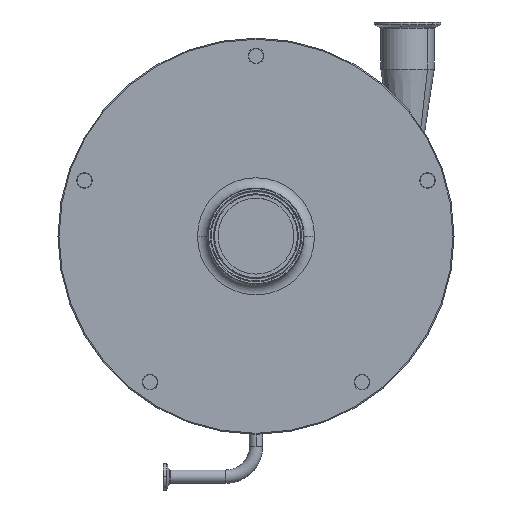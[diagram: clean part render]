
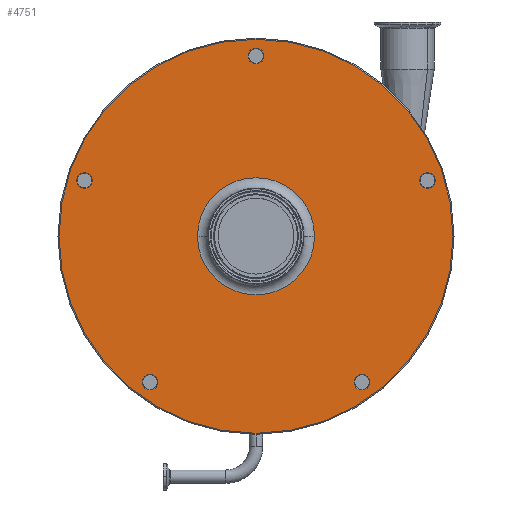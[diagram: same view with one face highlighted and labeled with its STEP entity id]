
A CAD part, top view. The second image highlights one B-rep face of the part: STEP entity #4751.
In plain terms, the highlighted planar face has unit normal (0, 0, 1).
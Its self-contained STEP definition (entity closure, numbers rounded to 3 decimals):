
#260 = CARTESIAN_POINT ( 'NONE',  ( 0., 0., 29.5 ) ) ;
#299 = CARTESIAN_POINT ( 'NONE',  ( -101.393, -139.555, 29.5 ) ) ;
#370 = FACE_BOUND ( 'NONE', #5630, .T. ) ;
#397 = EDGE_CURVE ( 'NONE', #3957, #545, #2881, .T. ) ;
#448 = EDGE_CURVE ( 'NONE', #6942, #6532, #5846, .T. ) ;
#498 = CARTESIAN_POINT ( 'NONE',  ( 164.057, 60.805, 29.5 ) ) ;
#529 = DIRECTION ( 'NONE',  ( 0., -1., 0. ) ) ;
#545 = VERTEX_POINT ( 'NONE', #2697 ) ;
#572 = ORIENTED_EDGE ( 'NONE', *, *, #6168, .F. ) ;
#656 = AXIS2_PLACEMENT_3D ( 'NONE', #260, #6290, #2526 ) ;
#680 = EDGE_CURVE ( 'NONE', #4443, #2661, #1568, .T. ) ;
#688 = EDGE_CURVE ( 'NONE', #2661, #4443, #1317, .T. ) ;
#695 = EDGE_LOOP ( 'NONE', ( #1319, #5720 ) ) ;
#780 = CARTESIAN_POINT ( 'NONE',  ( 56., 0., 29.5 ) ) ;
#929 = FACE_BOUND ( 'NONE', #4257, .T. ) ;
#947 = EDGE_CURVE ( 'NONE', #6885, #5748, #3117, .T. ) ;
#1052 = CARTESIAN_POINT ( 'NONE',  ( 0., 172.5, 29.5 ) ) ;
#1075 = CARTESIAN_POINT ( 'NONE',  ( -101.393, -139.555, 29.5 ) ) ;
#1081 = DIRECTION ( 'NONE',  ( 0., 0., 1. ) ) ;
#1116 = CARTESIAN_POINT ( 'NONE',  ( 101.393, -132.055, 29.5 ) ) ;
#1117 = EDGE_CURVE ( 'NONE', #5748, #6885, #4690, .T. ) ;
#1130 = EDGE_CURVE ( 'NONE', #1527, #6023, #5393, .T. ) ;
#1204 = AXIS2_PLACEMENT_3D ( 'NONE', #6279, #3940, #4537 ) ;
#1294 = CARTESIAN_POINT ( 'NONE',  ( 7.5, 172.5, 29.5 ) ) ;
#1317 = CIRCLE ( 'NONE', #6907, 7.5 ) ;
#1319 = ORIENTED_EDGE ( 'NONE', *, *, #947, .F. ) ;
#1346 = CIRCLE ( 'NONE', #6820, 7.5 ) ;
#1408 = ORIENTED_EDGE ( 'NONE', *, *, #680, .F. ) ;
#1440 = AXIS2_PLACEMENT_3D ( 'NONE', #5800, #3564, #4725 ) ;
#1448 = FACE_BOUND ( 'NONE', #695, .T. ) ;
#1486 = CARTESIAN_POINT ( 'NONE',  ( 0., 0., 29.5 ) ) ;
#1492 = EDGE_CURVE ( 'NONE', #4589, #5762, #6706, .T. ) ;
#1527 = VERTEX_POINT ( 'NONE', #1116 ) ;
#1545 = CARTESIAN_POINT ( 'NONE',  ( 0., 0., 29.5 ) ) ;
#1568 = CIRCLE ( 'NONE', #1204, 7.5 ) ;
#1649 = EDGE_CURVE ( 'NONE', #545, #3957, #3872, .T. ) ;
#1689 = DIRECTION ( 'NONE',  ( 1., 0., 0. ) ) ;
#1707 = EDGE_LOOP ( 'NONE', ( #7044, #3756 ) ) ;
#1867 = ORIENTED_EDGE ( 'NONE', *, *, #5853, .F. ) ;
#1960 = ORIENTED_EDGE ( 'NONE', *, *, #1130, .F. ) ;
#1978 = FACE_BOUND ( 'NONE', #6161, .T. ) ;
#2026 = DIRECTION ( 'NONE',  ( 0., 0., 1. ) ) ;
#2115 = DIRECTION ( 'NONE',  ( -1., 0., 0. ) ) ;
#2226 = DIRECTION ( 'NONE',  ( -1., 0., 0. ) ) ;
#2234 = CIRCLE ( 'NONE', #6379, 7.5 ) ;
#2346 = EDGE_CURVE ( 'NONE', #5762, #4589, #2925, .T. ) ;
#2365 = CARTESIAN_POINT ( 'NONE',  ( 101.393, -139.555, 29.5 ) ) ;
#2432 = CARTESIAN_POINT ( 'NONE',  ( 101.393, -147.055, 29.5 ) ) ;
#2522 = DIRECTION ( 'NONE',  ( 0., 0., 1. ) ) ;
#2526 = DIRECTION ( 'NONE',  ( -1., 0., 0. ) ) ;
#2565 = DIRECTION ( 'NONE',  ( 0., -1., 0. ) ) ;
#2635 = DIRECTION ( 'NONE',  ( -1., 0., 0. ) ) ;
#2654 = AXIS2_PLACEMENT_3D ( 'NONE', #6114, #4974, #5450 ) ;
#2661 = VERTEX_POINT ( 'NONE', #1294 ) ;
#2697 = CARTESIAN_POINT ( 'NONE',  ( 164.057, 45.805, 29.5 ) ) ;
#2755 = DIRECTION ( 'NONE',  ( 0., 0., 1. ) ) ;
#2881 = CIRCLE ( 'NONE', #1440, 7.5 ) ;
#2925 = CIRCLE ( 'NONE', #656, 56. ) ;
#2944 = AXIS2_PLACEMENT_3D ( 'NONE', #3664, #4894, #2635 ) ;
#2948 = CARTESIAN_POINT ( 'NONE',  ( -164.057, 60.805, 29.5 ) ) ;
#2979 = EDGE_LOOP ( 'NONE', ( #7217, #5251 ) ) ;
#3117 = CIRCLE ( 'NONE', #6341, 7.5 ) ;
#3131 = EDGE_CURVE ( 'NONE', #6532, #6942, #4595, .T. ) ;
#3213 = FACE_BOUND ( 'NONE', #6153, .T. ) ;
#3215 = CIRCLE ( 'NONE', #6307, 7.5 ) ;
#3263 = CARTESIAN_POINT ( 'NONE',  ( -7.5, 172.5, 29.5 ) ) ;
#3366 = CARTESIAN_POINT ( 'NONE',  ( 101.393, -139.555, 29.5 ) ) ;
#3368 = CARTESIAN_POINT ( 'NONE',  ( 0., 0., 29.5 ) ) ;
#3421 = DIRECTION ( 'NONE',  ( 0., -1., 0. ) ) ;
#3531 = DIRECTION ( 'NONE',  ( 0., 0., 1. ) ) ;
#3564 = DIRECTION ( 'NONE',  ( 0., 0., 1. ) ) ;
#3664 = CARTESIAN_POINT ( 'NONE',  ( 0., 189.5, 29.5 ) ) ;
#3736 = FACE_OUTER_BOUND ( 'NONE', #2979, .T. ) ;
#3756 = ORIENTED_EDGE ( 'NONE', *, *, #1492, .T. ) ;
#3872 = CIRCLE ( 'NONE', #2654, 7.5 ) ;
#3899 = DIRECTION ( 'NONE',  ( 0., 0., 1. ) ) ;
#3940 = DIRECTION ( 'NONE',  ( 0., 0., 1. ) ) ;
#3957 = VERTEX_POINT ( 'NONE', #498 ) ;
#4066 = CARTESIAN_POINT ( 'NONE',  ( -188.5, 0., 29.5 ) ) ;
#4121 = CARTESIAN_POINT ( 'NONE',  ( -164.057, 53.305, 29.5 ) ) ;
#4234 = ORIENTED_EDGE ( 'NONE', *, *, #688, .F. ) ;
#4257 = EDGE_LOOP ( 'NONE', ( #6617, #1960 ) ) ;
#4336 = AXIS2_PLACEMENT_3D ( 'NONE', #1075, #3899, #5602 ) ;
#4361 = CARTESIAN_POINT ( 'NONE',  ( -101.393, -147.055, 29.5 ) ) ;
#4412 = VERTEX_POINT ( 'NONE', #2948 ) ;
#4443 = VERTEX_POINT ( 'NONE', #3263 ) ;
#4537 = DIRECTION ( 'NONE',  ( 1., 0., 0. ) ) ;
#4554 = EDGE_CURVE ( 'NONE', #6023, #1527, #2234, .T. ) ;
#4589 = VERTEX_POINT ( 'NONE', #780 ) ;
#4595 = CIRCLE ( 'NONE', #5652, 188.5 ) ;
#4690 = CIRCLE ( 'NONE', #4336, 7.5 ) ;
#4725 = DIRECTION ( 'NONE',  ( 0., -1., 0. ) ) ;
#4751 = ADVANCED_FACE ( 'NONE', ( #1978, #1448, #929, #3213, #370, #3736, #7067 ), #6516, .F. ) ;
#4812 = AXIS2_PLACEMENT_3D ( 'NONE', #3368, #7302, #2226 ) ;
#4894 = DIRECTION ( 'NONE',  ( 0., 0., -1. ) ) ;
#4927 = VERTEX_POINT ( 'NONE', #6981 ) ;
#4974 = DIRECTION ( 'NONE',  ( 0., 0., 1. ) ) ;
#5026 = CARTESIAN_POINT ( 'NONE',  ( 188.5, 0., 29.5 ) ) ;
#5044 = DIRECTION ( 'NONE',  ( 0., -1., 0. ) ) ;
#5214 = CARTESIAN_POINT ( 'NONE',  ( -164.057, 53.305, 29.5 ) ) ;
#5251 = ORIENTED_EDGE ( 'NONE', *, *, #448, .T. ) ;
#5393 = CIRCLE ( 'NONE', #5863, 7.5 ) ;
#5450 = DIRECTION ( 'NONE',  ( 0., -1., 0. ) ) ;
#5602 = DIRECTION ( 'NONE',  ( 0., -1., 0. ) ) ;
#5609 = ORIENTED_EDGE ( 'NONE', *, *, #397, .F. ) ;
#5630 = EDGE_LOOP ( 'NONE', ( #4234, #1408 ) ) ;
#5652 = AXIS2_PLACEMENT_3D ( 'NONE', #1486, #6544, #7102 ) ;
#5720 = ORIENTED_EDGE ( 'NONE', *, *, #1117, .F. ) ;
#5748 = VERTEX_POINT ( 'NONE', #6610 ) ;
#5762 = VERTEX_POINT ( 'NONE', #6207 ) ;
#5790 = DIRECTION ( 'NONE',  ( 0., -1., 0. ) ) ;
#5800 = CARTESIAN_POINT ( 'NONE',  ( 164.057, 53.305, 29.5 ) ) ;
#5846 = CIRCLE ( 'NONE', #7016, 188.5 ) ;
#5853 = EDGE_CURVE ( 'NONE', #4927, #4412, #3215, .T. ) ;
#5863 = AXIS2_PLACEMENT_3D ( 'NONE', #3366, #2755, #5044 ) ;
#6023 = VERTEX_POINT ( 'NONE', #2432 ) ;
#6114 = CARTESIAN_POINT ( 'NONE',  ( 164.057, 53.305, 29.5 ) ) ;
#6153 = EDGE_LOOP ( 'NONE', ( #6735, #5609 ) ) ;
#6161 = EDGE_LOOP ( 'NONE', ( #1867, #572 ) ) ;
#6168 = EDGE_CURVE ( 'NONE', #4412, #4927, #1346, .T. ) ;
#6202 = DIRECTION ( 'NONE',  ( 0., 0., 1. ) ) ;
#6207 = CARTESIAN_POINT ( 'NONE',  ( -56., 0., 29.5 ) ) ;
#6279 = CARTESIAN_POINT ( 'NONE',  ( 0., 172.5, 29.5 ) ) ;
#6290 = DIRECTION ( 'NONE',  ( 0., 0., -1. ) ) ;
#6306 = DIRECTION ( 'NONE',  ( 0., 0., 1. ) ) ;
#6307 = AXIS2_PLACEMENT_3D ( 'NONE', #5214, #3531, #3421 ) ;
#6341 = AXIS2_PLACEMENT_3D ( 'NONE', #299, #2522, #2565 ) ;
#6379 = AXIS2_PLACEMENT_3D ( 'NONE', #2365, #6306, #5790 ) ;
#6516 = PLANE ( 'NONE',  #2944 ) ;
#6532 = VERTEX_POINT ( 'NONE', #4066 ) ;
#6544 = DIRECTION ( 'NONE',  ( 0., 0., 1. ) ) ;
#6610 = CARTESIAN_POINT ( 'NONE',  ( -101.393, -132.055, 29.5 ) ) ;
#6617 = ORIENTED_EDGE ( 'NONE', *, *, #4554, .F. ) ;
#6706 = CIRCLE ( 'NONE', #4812, 56. ) ;
#6735 = ORIENTED_EDGE ( 'NONE', *, *, #1649, .F. ) ;
#6820 = AXIS2_PLACEMENT_3D ( 'NONE', #4121, #1081, #529 ) ;
#6885 = VERTEX_POINT ( 'NONE', #4361 ) ;
#6907 = AXIS2_PLACEMENT_3D ( 'NONE', #1052, #6202, #1689 ) ;
#6942 = VERTEX_POINT ( 'NONE', #5026 ) ;
#6981 = CARTESIAN_POINT ( 'NONE',  ( -164.057, 45.805, 29.5 ) ) ;
#7016 = AXIS2_PLACEMENT_3D ( 'NONE', #1545, #2026, #2115 ) ;
#7044 = ORIENTED_EDGE ( 'NONE', *, *, #2346, .T. ) ;
#7067 = FACE_BOUND ( 'NONE', #1707, .T. ) ;
#7102 = DIRECTION ( 'NONE',  ( -1., 0., 0. ) ) ;
#7217 = ORIENTED_EDGE ( 'NONE', *, *, #3131, .T. ) ;
#7302 = DIRECTION ( 'NONE',  ( 0., 0., -1. ) ) ;
